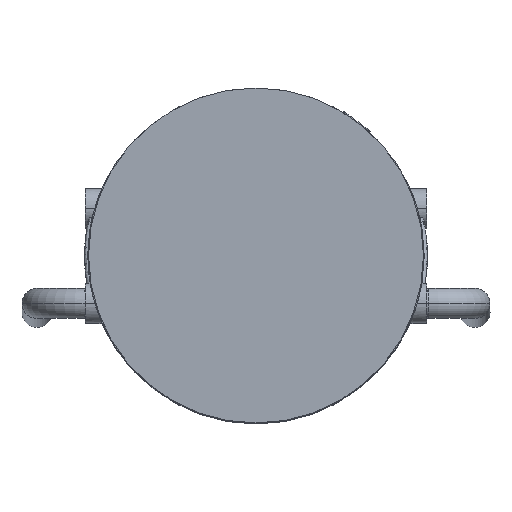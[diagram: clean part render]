
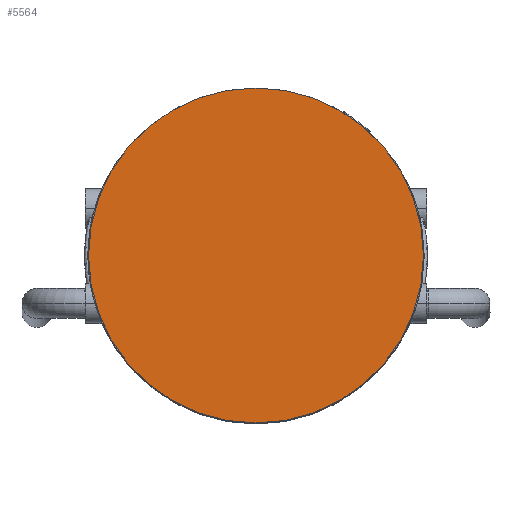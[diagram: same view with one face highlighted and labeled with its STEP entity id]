
A CAD part, top view. The second image highlights one B-rep face of the part: STEP entity #5564.
In plain terms, the highlighted planar face has unit normal (0, 0, 1).
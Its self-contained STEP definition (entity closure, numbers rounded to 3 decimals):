
#1293 = CARTESIAN_POINT ( 'NONE',  ( 0., 0., 1.501 ) ) ;
#1440 = EDGE_CURVE ( 'NONE', #5282, #3220, #6589, .T. ) ;
#1793 = PLANE ( 'NONE',  #3759 ) ;
#1820 = CARTESIAN_POINT ( 'NONE',  ( 0., 0., 1.501 ) ) ;
#1870 = DIRECTION ( 'NONE',  ( -1., 0., 0. ) ) ;
#1873 = EDGE_LOOP ( 'NONE', ( #6713, #5474 ) ) ;
#2117 = DIRECTION ( 'NONE',  ( 0., 0., -1. ) ) ;
#2134 = CIRCLE ( 'NONE', #3861, 2.5 ) ;
#2414 = DIRECTION ( 'NONE',  ( -1., 0., 0. ) ) ;
#3220 = VERTEX_POINT ( 'NONE', #7069 ) ;
#3323 = FACE_OUTER_BOUND ( 'NONE', #1873, .T. ) ;
#3759 = AXIS2_PLACEMENT_3D ( 'NONE', #1820, #5892, #2414 ) ;
#3861 = AXIS2_PLACEMENT_3D ( 'NONE', #5596, #2117, #6176 ) ;
#4587 = AXIS2_PLACEMENT_3D ( 'NONE', #1293, #5341, #1870 ) ;
#4923 = CARTESIAN_POINT ( 'NONE',  ( -2.5, 0., 1.501 ) ) ;
#5282 = VERTEX_POINT ( 'NONE', #4923 ) ;
#5341 = DIRECTION ( 'NONE',  ( 0., 0., -1. ) ) ;
#5474 = ORIENTED_EDGE ( 'NONE', *, *, #6143, .F. ) ;
#5564 = ADVANCED_FACE ( 'NONE', ( #3323 ), #1793, .F. ) ;
#5596 = CARTESIAN_POINT ( 'NONE',  ( 0., 0., 1.501 ) ) ;
#5892 = DIRECTION ( 'NONE',  ( 0., 0., -1. ) ) ;
#6143 = EDGE_CURVE ( 'NONE', #3220, #5282, #2134, .T. ) ;
#6176 = DIRECTION ( 'NONE',  ( -1., 0., 0. ) ) ;
#6589 = CIRCLE ( 'NONE', #4587, 2.5 ) ;
#6713 = ORIENTED_EDGE ( 'NONE', *, *, #1440, .F. ) ;
#7069 = CARTESIAN_POINT ( 'NONE',  ( 2.5, 0., 1.501 ) ) ;
